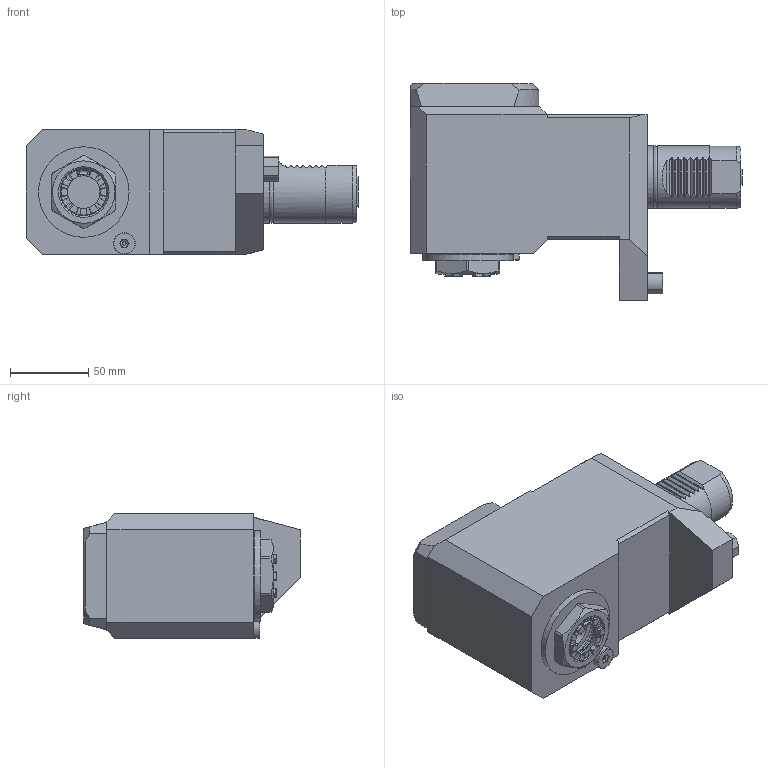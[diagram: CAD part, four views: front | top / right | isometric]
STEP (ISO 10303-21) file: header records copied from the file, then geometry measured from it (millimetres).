
FILE_DESCRIPTION(/* description */ ('8 030 45 191.01'),/* implementation_level */ '2;1');
FILE_NAME(/* name */ '8 030 45 191.01',/* time_stamp */ '2022-02-14T11:22:01+01:00',/* author */ ('heimatec GmbH'),/* organization */ (''),/* preprocessor_version */ 'ST-DEVELOPER v16.7',/* originating_system */ 'Solid Edge',/* authorisation */ 'Unknown');
FILE_SCHEMA (('AUTOMOTIVE_DESIGN {1 0 10303 214 3 1 1}'));
Length unit declared in the file: millimetre
Products named in the file (1): Part3
Bounding box: 212.7 x 139 x 80 mm (x, y, z)
Volume: 1252448.1 mm3; surface area: 89094 mm2
Topology: 1 solids, 3 shells, 393 faces, 1044 edges, 689 vertices
Faces by surface type: plane 238, cylinder 124, cone 23, torus 5, sphere 2, bspline 1
Full cylindrical faces by diameter (mm): 0.425 x1, 0.51 x1, 1.6 x1, 5.949 x1, 10 x1, 12 x1, 14 x1, 20.9 x1, 25 x1, 29.5 x1, 30.376 x2, 32.2 x1, 38.5 x2, 40 x2, 50 x1, 50.8 x1, 58 x1
Entity records: 12190 total; most frequent: CARTESIAN_POINT 2706, ORIENTED_EDGE 1980, DIRECTION 1873, EDGE_CURVE 990, VERTEX_POINT 670, AXIS2_PLACEMENT_3D 644, LINE 585, VECTOR 585
